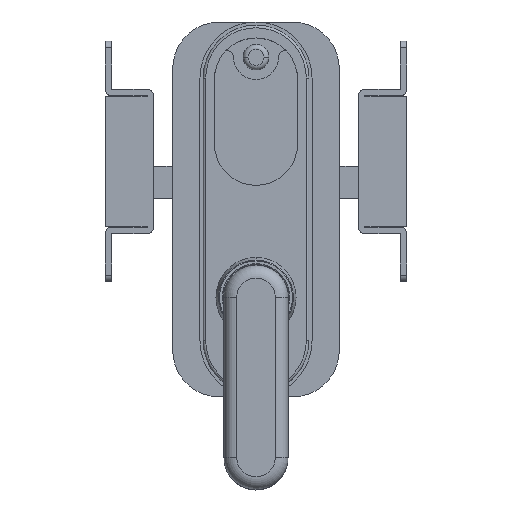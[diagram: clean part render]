
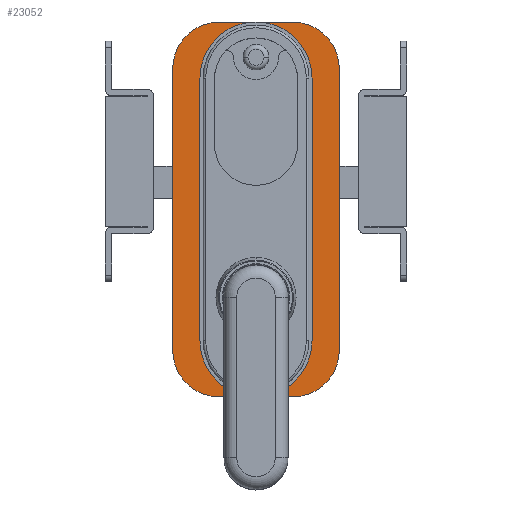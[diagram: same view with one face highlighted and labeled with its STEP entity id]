
A CAD part, top view. The second image highlights one B-rep face of the part: STEP entity #23052.
In plain terms, the highlighted planar face has unit normal (0, 0, 1).
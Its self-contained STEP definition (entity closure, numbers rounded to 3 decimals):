
#1709 = EDGE_CURVE ( 'NONE', #24068, #24057, #7143, .T. ) ;
#1711 = EDGE_CURVE ( 'NONE', #23907, #23795, #22729, .T. ) ;
#1712 = EDGE_CURVE ( 'NONE', #23537, #24068, #22730, .T. ) ;
#1715 = EDGE_CURVE ( 'NONE', #23795, #23907, #22733, .T. ) ;
#1717 = EDGE_CURVE ( 'NONE', #23923, #23810, #22734, .T. ) ;
#1720 = EDGE_CURVE ( 'NONE', #23690, #24067, #22737, .T. ) ;
#1723 = EDGE_CURVE ( 'NONE', #23593, #23537, #7185, .T. ) ;
#1725 = EDGE_CURVE ( 'NONE', #23829, #23628, #22739, .T. ) ;
#1726 = EDGE_CURVE ( 'NONE', #23928, #23829, #7194, .T. ) ;
#1728 = EDGE_CURVE ( 'NONE', #24067, #23690, #22741, .T. ) ;
#1732 = EDGE_CURVE ( 'NONE', #23498, #23854, #22743, .T. ) ;
#1740 = EDGE_CURVE ( 'NONE', #23810, #23923, #22745, .T. ) ;
#1742 = EDGE_CURVE ( 'NONE', #23854, #23498, #22747, .T. ) ;
#1745 = EDGE_CURVE ( 'NONE', #24057, #23928, #22749, .T. ) ;
#1755 = EDGE_CURVE ( 'NONE', #23775, #23593, #22754, .T. ) ;
#1756 = EDGE_CURVE ( 'NONE', #23628, #23775, #7284, .T. ) ;
#5991 = ORIENTED_EDGE ( 'NONE', *, *, #1711, .F. ) ;
#5992 = ORIENTED_EDGE ( 'NONE', *, *, #1715, .F. ) ;
#5993 = ORIENTED_EDGE ( 'NONE', *, *, #1732, .F. ) ;
#5994 = ORIENTED_EDGE ( 'NONE', *, *, #1742, .F. ) ;
#5995 = ORIENTED_EDGE ( 'NONE', *, *, #1712, .T. ) ;
#5996 = ORIENTED_EDGE ( 'NONE', *, *, #1745, .T. ) ;
#5997 = ORIENTED_EDGE ( 'NONE', *, *, #1709, .T. ) ;
#5998 = ORIENTED_EDGE ( 'NONE', *, *, #1726, .T. ) ;
#5999 = ORIENTED_EDGE ( 'NONE', *, *, #1725, .T. ) ;
#6000 = ORIENTED_EDGE ( 'NONE', *, *, #1756, .T. ) ;
#6001 = ORIENTED_EDGE ( 'NONE', *, *, #1755, .T. ) ;
#6002 = ORIENTED_EDGE ( 'NONE', *, *, #1723, .T. ) ;
#6004 = ORIENTED_EDGE ( 'NONE', *, *, #1740, .F. ) ;
#6005 = ORIENTED_EDGE ( 'NONE', *, *, #1717, .F. ) ;
#6006 = ORIENTED_EDGE ( 'NONE', *, *, #1728, .F. ) ;
#6007 = ORIENTED_EDGE ( 'NONE', *, *, #1720, .F. ) ;
#7139 = CARTESIAN_POINT ( 'NONE',  ( 0., 47.5, 1. ) ) ;
#7143 = LINE ( 'NONE', #7144, #23234 ) ;
#7144 = CARTESIAN_POINT ( 'NONE',  ( 11.5, -58.5, 1. ) ) ;
#7145 = DIRECTION ( 'NONE',  ( 1., 0., 0. ) ) ;
#7149 = DIRECTION ( 'NONE',  ( 0., 0., 1. ) ) ;
#7150 = DIRECTION ( 'NONE',  ( 1., 0., 0. ) ) ;
#7151 = CARTESIAN_POINT ( 'NONE',  ( -11.5, -44., 1. ) ) ;
#7152 = DIRECTION ( 'NONE',  ( 0., 0., 1. ) ) ;
#7153 = DIRECTION ( 'NONE',  ( -1., 0., 0. ) ) ;
#7160 = CARTESIAN_POINT ( 'NONE',  ( 0., 47.5, 1. ) ) ;
#7161 = DIRECTION ( 'NONE',  ( 0., 0., 1. ) ) ;
#7162 = DIRECTION ( 'NONE',  ( 1., 0., 0. ) ) ;
#7163 = CARTESIAN_POINT ( 'NONE',  ( 0., -27.5, 1. ) ) ;
#7167 = DIRECTION ( 'NONE',  ( 0., 0., 1. ) ) ;
#7168 = DIRECTION ( 'NONE',  ( 1., 0., 0. ) ) ;
#7175 = CARTESIAN_POINT ( 'NONE',  ( 0., -47.5, 1. ) ) ;
#7176 = DIRECTION ( 'NONE',  ( 0., 0., 1. ) ) ;
#7177 = DIRECTION ( 'NONE',  ( 1., 0., 0. ) ) ;
#7181 = CARTESIAN_POINT ( 'NONE',  ( 11.5, 44., 1. ) ) ;
#7185 = LINE ( 'NONE', #7186, #23301 ) ;
#7186 = CARTESIAN_POINT ( 'NONE',  ( -26., 44., 1. ) ) ;
#7187 = DIRECTION ( 'NONE',  ( 0., -1., 0. ) ) ;
#7191 = DIRECTION ( 'NONE',  ( 0., 0., 1. ) ) ;
#7192 = DIRECTION ( 'NONE',  ( -1., 0., 0. ) ) ;
#7194 = LINE ( 'NONE', #7195, #23292 ) ;
#7195 = CARTESIAN_POINT ( 'NONE',  ( 26., 44., 1. ) ) ;
#7196 = DIRECTION ( 'NONE',  ( 0., 1., 0. ) ) ;
#7199 = CARTESIAN_POINT ( 'NONE',  ( 0., -47.5, 1. ) ) ;
#7200 = DIRECTION ( 'NONE',  ( 0., 0., 1. ) ) ;
#7201 = DIRECTION ( 'NONE',  ( 1., 0., 0. ) ) ;
#7208 = CARTESIAN_POINT ( 'NONE',  ( 0., 25.5, 1. ) ) ;
#7212 = DIRECTION ( 'NONE',  ( 0., 0., 1. ) ) ;
#7213 = DIRECTION ( 'NONE',  ( 1., 0., 0. ) ) ;
#7217 = CARTESIAN_POINT ( 'NONE',  ( 0., -27.5, 1. ) ) ;
#7236 = DIRECTION ( 'NONE',  ( 0., 0., 1. ) ) ;
#7237 = DIRECTION ( 'NONE',  ( 1., 0., 0. ) ) ;
#7241 = CARTESIAN_POINT ( 'NONE',  ( 0., 25.5, 1. ) ) ;
#7242 = DIRECTION ( 'NONE',  ( 0., 0., 1. ) ) ;
#7243 = DIRECTION ( 'NONE',  ( 1., 0., 0. ) ) ;
#7247 = CARTESIAN_POINT ( 'NONE',  ( 11.5, -44., 1. ) ) ;
#7251 = DIRECTION ( 'NONE',  ( 0., 0., 1. ) ) ;
#7252 = DIRECTION ( 'NONE',  ( -1., 0., 0. ) ) ;
#7280 = CARTESIAN_POINT ( 'NONE',  ( -11.5, 44., 1. ) ) ;
#7281 = DIRECTION ( 'NONE',  ( 0., 0., 1. ) ) ;
#7282 = DIRECTION ( 'NONE',  ( 1., 0., 0. ) ) ;
#7284 = LINE ( 'NONE', #7285, #23261 ) ;
#7285 = CARTESIAN_POINT ( 'NONE',  ( 11.5, 58.5, 1. ) ) ;
#7286 = DIRECTION ( 'NONE',  ( -1., 0., 0. ) ) ;
#17385 = PLANE ( 'NONE',  #17892 ) ;
#17386 = CARTESIAN_POINT ( 'NONE',  ( -11.5, -44., 1. ) ) ;
#17387 = DIRECTION ( 'NONE',  ( 0., 0., -1. ) ) ;
#17388 = DIRECTION ( 'NONE',  ( -1., 0., 0. ) ) ;
#17884 = FACE_BOUND ( 'NONE', #25146, .T. ) ;
#17892 = AXIS2_PLACEMENT_3D ( 'NONE', #17386, #17387, #17388 ) ;
#17893 = FACE_BOUND ( 'NONE', #25147, .T. ) ;
#17894 = FACE_OUTER_BOUND ( 'NONE', #25148, .T. ) ;
#17896 = FACE_BOUND ( 'NONE', #25149, .T. ) ;
#17898 = FACE_BOUND ( 'NONE', #25150, .T. ) ;
#18410 = CARTESIAN_POINT ( 'NONE',  ( 11., 25.5, 1. ) ) ;
#18449 = CARTESIAN_POINT ( 'NONE',  ( -26., -44., 1. ) ) ;
#18505 = CARTESIAN_POINT ( 'NONE',  ( -26., 44., 1. ) ) ;
#18540 = CARTESIAN_POINT ( 'NONE',  ( 11.5, 58.5, 1. ) ) ;
#18602 = CARTESIAN_POINT ( 'NONE',  ( -4.5, -47.5, 1. ) ) ;
#18687 = CARTESIAN_POINT ( 'NONE',  ( -11.5, 58.5, 1. ) ) ;
#18707 = CARTESIAN_POINT ( 'NONE',  ( 4.5, 47.5, 1. ) ) ;
#18722 = CARTESIAN_POINT ( 'NONE',  ( 6.5, -27.5, 1. ) ) ;
#18741 = CARTESIAN_POINT ( 'NONE',  ( 26., 44., 1. ) ) ;
#18766 = CARTESIAN_POINT ( 'NONE',  ( -11., 25.5, 1. ) ) ;
#18819 = CARTESIAN_POINT ( 'NONE',  ( -4.5, 47.5, 1. ) ) ;
#18836 = CARTESIAN_POINT ( 'NONE',  ( -6.5, -27.5, 1. ) ) ;
#18841 = CARTESIAN_POINT ( 'NONE',  ( 26., -44., 1. ) ) ;
#18970 = CARTESIAN_POINT ( 'NONE',  ( 11.5, -58.5, 1. ) ) ;
#18980 = CARTESIAN_POINT ( 'NONE',  ( 4.5, -47.5, 1. ) ) ;
#18981 = CARTESIAN_POINT ( 'NONE',  ( -11.5, -58.5, 1. ) ) ;
#22729 = CIRCLE ( 'NONE', #23323, 4.5 ) ;
#22730 = CIRCLE ( 'NONE', #23368, 14.5 ) ;
#22733 = CIRCLE ( 'NONE', #23257, 4.5 ) ;
#22734 = CIRCLE ( 'NONE', #23367, 6.5 ) ;
#22737 = CIRCLE ( 'NONE', #23278, 4.5 ) ;
#22739 = CIRCLE ( 'NONE', #23358, 14.5 ) ;
#22741 = CIRCLE ( 'NONE', #23269, 4.5 ) ;
#22743 = CIRCLE ( 'NONE', #23298, 11. ) ;
#22745 = CIRCLE ( 'NONE', #23236, 6.5 ) ;
#22747 = CIRCLE ( 'NONE', #23332, 11. ) ;
#22749 = CIRCLE ( 'NONE', #23319, 14.5 ) ;
#22754 = CIRCLE ( 'NONE', #23216, 14.5 ) ;
#23052 = ADVANCED_FACE ( 'NONE', ( #17884, #17893, #17894, #17896, #17898 ), #17385, .F. ) ;
#23216 = AXIS2_PLACEMENT_3D ( 'NONE', #7280, #7281, #7282 ) ;
#23234 = VECTOR ( 'NONE', #7145, 1000. ) ;
#23236 = AXIS2_PLACEMENT_3D ( 'NONE', #7217, #7236, #7237 ) ;
#23257 = AXIS2_PLACEMENT_3D ( 'NONE', #7160, #7161, #7162 ) ;
#23261 = VECTOR ( 'NONE', #7286, 1000. ) ;
#23269 = AXIS2_PLACEMENT_3D ( 'NONE', #7199, #7200, #7201 ) ;
#23278 = AXIS2_PLACEMENT_3D ( 'NONE', #7175, #7176, #7177 ) ;
#23292 = VECTOR ( 'NONE', #7196, 1000. ) ;
#23298 = AXIS2_PLACEMENT_3D ( 'NONE', #7208, #7212, #7213 ) ;
#23301 = VECTOR ( 'NONE', #7187, 1000. ) ;
#23319 = AXIS2_PLACEMENT_3D ( 'NONE', #7247, #7251, #7252 ) ;
#23323 = AXIS2_PLACEMENT_3D ( 'NONE', #7139, #7149, #7150 ) ;
#23332 = AXIS2_PLACEMENT_3D ( 'NONE', #7241, #7242, #7243 ) ;
#23358 = AXIS2_PLACEMENT_3D ( 'NONE', #7181, #7191, #7192 ) ;
#23367 = AXIS2_PLACEMENT_3D ( 'NONE', #7163, #7167, #7168 ) ;
#23368 = AXIS2_PLACEMENT_3D ( 'NONE', #7151, #7152, #7153 ) ;
#23498 = VERTEX_POINT ( 'NONE', #18410 ) ;
#23537 = VERTEX_POINT ( 'NONE', #18449 ) ;
#23593 = VERTEX_POINT ( 'NONE', #18505 ) ;
#23628 = VERTEX_POINT ( 'NONE', #18540 ) ;
#23690 = VERTEX_POINT ( 'NONE', #18602 ) ;
#23775 = VERTEX_POINT ( 'NONE', #18687 ) ;
#23795 = VERTEX_POINT ( 'NONE', #18707 ) ;
#23810 = VERTEX_POINT ( 'NONE', #18722 ) ;
#23829 = VERTEX_POINT ( 'NONE', #18741 ) ;
#23854 = VERTEX_POINT ( 'NONE', #18766 ) ;
#23907 = VERTEX_POINT ( 'NONE', #18819 ) ;
#23923 = VERTEX_POINT ( 'NONE', #18836 ) ;
#23928 = VERTEX_POINT ( 'NONE', #18841 ) ;
#24057 = VERTEX_POINT ( 'NONE', #18970 ) ;
#24067 = VERTEX_POINT ( 'NONE', #18980 ) ;
#24068 = VERTEX_POINT ( 'NONE', #18981 ) ;
#25146 = EDGE_LOOP ( 'NONE', ( #5991, #5992 ) ) ;
#25147 = EDGE_LOOP ( 'NONE', ( #5994, #5993 ) ) ;
#25148 = EDGE_LOOP ( 'NONE', ( #5995, #5997, #5996, #5998, #5999, #6000, #6001, #6002 ) ) ;
#25149 = EDGE_LOOP ( 'NONE', ( #6005, #6004 ) ) ;
#25150 = EDGE_LOOP ( 'NONE', ( #6007, #6006 ) ) ;
